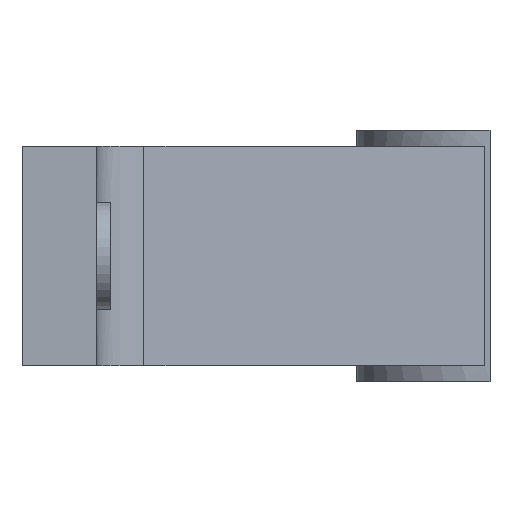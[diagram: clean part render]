
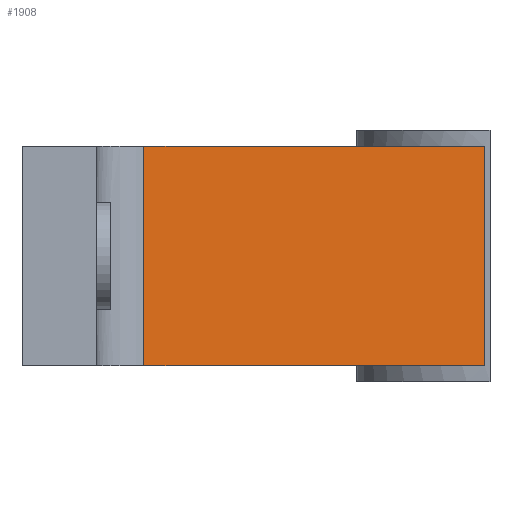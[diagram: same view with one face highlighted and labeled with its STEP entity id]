
A CAD part, left-side view. The second image highlights one B-rep face of the part: STEP entity #1908.
In plain terms, the highlighted planar face has unit normal (-0.993, -0.12, 0).
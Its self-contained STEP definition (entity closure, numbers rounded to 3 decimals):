
#36 = CARTESIAN_POINT ( 'NONE',  ( -86.006, -10.38, 41. ) ) ;
#64 = EDGE_CURVE ( 'NONE', #581, #1066, #439, .T. ) ;
#123 = FACE_OUTER_BOUND ( 'NONE', #1883, .T. ) ;
#149 = DIRECTION ( 'NONE',  ( 0., 0., -1. ) ) ;
#181 = CARTESIAN_POINT ( 'NONE',  ( -87.5, 2., -41. ) ) ;
#349 = LINE ( 'NONE', #36, #1516 ) ;
#415 = VECTOR ( 'NONE', #450, 1000. ) ;
#439 = LINE ( 'NONE', #1821, #1570 ) ;
#450 = DIRECTION ( 'NONE',  ( -0.12, 0.993, 0. ) ) ;
#456 = ORIENTED_EDGE ( 'NONE', *, *, #1323, .F. ) ;
#478 = CARTESIAN_POINT ( 'NONE',  ( -102.875, 129.396, 41. ) ) ;
#490 = ORIENTED_EDGE ( 'NONE', *, *, #1361, .T. ) ;
#569 = ORIENTED_EDGE ( 'NONE', *, *, #64, .F. ) ;
#581 = VERTEX_POINT ( 'NONE', #1376 ) ;
#613 = CARTESIAN_POINT ( 'NONE',  ( -86.006, -10.38, -41. ) ) ;
#703 = DIRECTION ( 'NONE',  ( 0.12, -0.993, 0. ) ) ;
#780 = ORIENTED_EDGE ( 'NONE', *, *, #1178, .T. ) ;
#1031 = DIRECTION ( 'NONE',  ( 0., 0., -1. ) ) ;
#1064 = LINE ( 'NONE', #613, #415 ) ;
#1066 = VERTEX_POINT ( 'NONE', #181 ) ;
#1178 = EDGE_CURVE ( 'NONE', #581, #1899, #349, .T. ) ;
#1181 = CARTESIAN_POINT ( 'NONE',  ( -102.875, 129.396, 41. ) ) ;
#1250 = DIRECTION ( 'NONE',  ( -0.12, 0.993, 0. ) ) ;
#1306 = PLANE ( 'NONE',  #1935 ) ;
#1323 = EDGE_CURVE ( 'NONE', #1066, #1959, #1064, .T. ) ;
#1361 = EDGE_CURVE ( 'NONE', #1899, #1959, #1993, .T. ) ;
#1376 = CARTESIAN_POINT ( 'NONE',  ( -87.5, 2., 41. ) ) ;
#1516 = VECTOR ( 'NONE', #1250, 1000. ) ;
#1570 = VECTOR ( 'NONE', #1031, 1000. ) ;
#1604 = CARTESIAN_POINT ( 'NONE',  ( -86.006, -10.38, 41. ) ) ;
#1754 = DIRECTION ( 'NONE',  ( -0.993, -0.12, 0. ) ) ;
#1808 = VECTOR ( 'NONE', #149, 1000. ) ;
#1821 = CARTESIAN_POINT ( 'NONE',  ( -87.5, 2., 41. ) ) ;
#1883 = EDGE_LOOP ( 'NONE', ( #456, #569, #780, #490 ) ) ;
#1899 = VERTEX_POINT ( 'NONE', #1181 ) ;
#1908 = ADVANCED_FACE ( 'NONE', ( #123 ), #1306, .T. ) ;
#1931 = CARTESIAN_POINT ( 'NONE',  ( -102.875, 129.396, -41. ) ) ;
#1935 = AXIS2_PLACEMENT_3D ( 'NONE', #1604, #1754, #703 ) ;
#1959 = VERTEX_POINT ( 'NONE', #1931 ) ;
#1993 = LINE ( 'NONE', #478, #1808 ) ;
